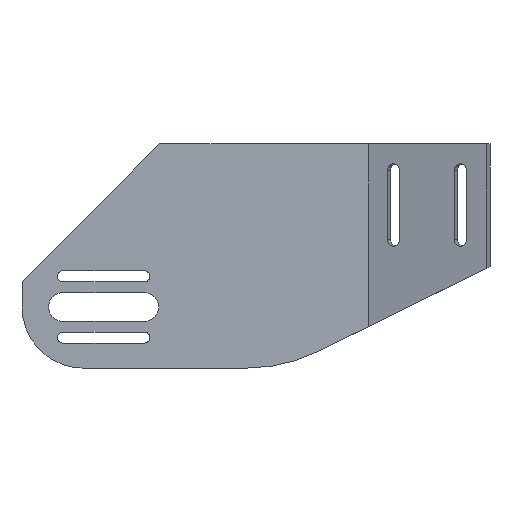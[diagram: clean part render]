
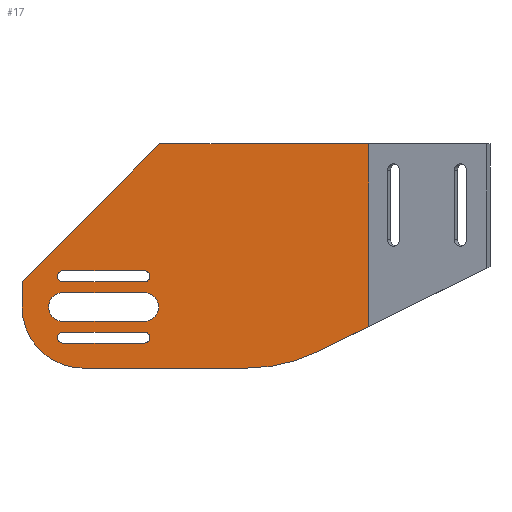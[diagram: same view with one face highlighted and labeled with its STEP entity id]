
A CAD part, front view. The second image highlights one B-rep face of the part: STEP entity #17.
In plain terms, the highlighted planar face has unit normal (0, -1, 0).
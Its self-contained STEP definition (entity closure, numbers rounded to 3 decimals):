
#17 = ADVANCED_FACE('',(#18,#86,#122,#158),#194,.F.);
#18 = FACE_BOUND('',#19,.F.);
#19 = EDGE_LOOP('',(#20,#30,#38,#46,#55,#63,#72,#80));
#20 = ORIENTED_EDGE('',*,*,#21,.F.);
#21 = EDGE_CURVE('',#22,#24,#26,.T.);
#22 = VERTEX_POINT('',#23);
#23 = CARTESIAN_POINT('',(20.,50.038,0.));
#24 = VERTEX_POINT('',#25);
#25 = CARTESIAN_POINT('',(-31.213,50.038,
    0.));
#26 = LINE('',#27,#28);
#27 = CARTESIAN_POINT('',(20.,50.038,0.));
#28 = VECTOR('',#29,1.);
#29 = DIRECTION('',(-1.,0.,0.));
#30 = ORIENTED_EDGE('',*,*,#31,.T.);
#31 = EDGE_CURVE('',#22,#32,#34,.T.);
#32 = VERTEX_POINT('',#33);
#33 = CARTESIAN_POINT('',(20.,50.038,-44.802));
#34 = LINE('',#35,#36);
#35 = CARTESIAN_POINT('',(20.,50.038,0.));
#36 = VECTOR('',#37,1.);
#37 = DIRECTION('',(0.,0.,-1.));
#38 = ORIENTED_EDGE('',*,*,#39,.T.);
#39 = EDGE_CURVE('',#32,#40,#42,.T.);
#40 = VERTEX_POINT('',#41);
#41 = CARTESIAN_POINT('',(7.699,50.038,-50.871
    ));
#42 = LINE('',#43,#44);
#43 = CARTESIAN_POINT('',(22.738,50.038,
    -43.451));
#44 = VECTOR('',#45,1.);
#45 = DIRECTION('',(-0.897,0.,-0.442));
#46 = ORIENTED_EDGE('',*,*,#47,.F.);
#47 = EDGE_CURVE('',#48,#40,#50,.T.);
#48 = VERTEX_POINT('',#49);
#49 = CARTESIAN_POINT('',(-10.,50.038,-55.));
#50 = CIRCLE('',#51,40.);
#51 = AXIS2_PLACEMENT_3D('',#52,#53,#54);
#52 = CARTESIAN_POINT('',(-10.,50.038,-15.));
#53 = DIRECTION('',(0.,-1.,0.));
#54 = DIRECTION('',(1.,0.,0.));
#55 = ORIENTED_EDGE('',*,*,#56,.T.);
#56 = EDGE_CURVE('',#48,#57,#59,.T.);
#57 = VERTEX_POINT('',#58);
#58 = CARTESIAN_POINT('',(-50.,50.038,-55.));
#59 = LINE('',#60,#61);
#60 = CARTESIAN_POINT('',(-15.,50.038,-55.));
#61 = VECTOR('',#62,1.);
#62 = DIRECTION('',(-1.,0.,0.));
#63 = ORIENTED_EDGE('',*,*,#64,.F.);
#64 = EDGE_CURVE('',#65,#57,#67,.T.);
#65 = VERTEX_POINT('',#66);
#66 = CARTESIAN_POINT('',(-65.,50.038,-40.));
#67 = CIRCLE('',#68,15.);
#68 = AXIS2_PLACEMENT_3D('',#69,#70,#71);
#69 = CARTESIAN_POINT('',(-50.,50.038,-40.));
#70 = DIRECTION('',(0.,-1.,0.));
#71 = DIRECTION('',(1.,0.,0.));
#72 = ORIENTED_EDGE('',*,*,#73,.T.);
#73 = EDGE_CURVE('',#65,#74,#76,.T.);
#74 = VERTEX_POINT('',#75);
#75 = CARTESIAN_POINT('',(-65.,50.038,-33.787));
#76 = LINE('',#77,#78);
#77 = CARTESIAN_POINT('',(-65.,50.038,-16.893));
#78 = VECTOR('',#79,1.);
#79 = DIRECTION('',(0.,0.,1.));
#80 = ORIENTED_EDGE('',*,*,#81,.T.);
#81 = EDGE_CURVE('',#74,#24,#82,.T.);
#82 = LINE('',#83,#84);
#83 = CARTESIAN_POINT('',(-18.41,50.038,
    12.803));
#84 = VECTOR('',#85,1.);
#85 = DIRECTION('',(0.707,0.,0.707));
#86 = FACE_BOUND('',#87,.F.);
#87 = EDGE_LOOP('',(#88,#98,#107,#115));
#88 = ORIENTED_EDGE('',*,*,#89,.T.);
#89 = EDGE_CURVE('',#90,#92,#94,.T.);
#90 = VERTEX_POINT('',#91);
#91 = CARTESIAN_POINT('',(-35.,50.038,-36.5));
#92 = VERTEX_POINT('',#93);
#93 = CARTESIAN_POINT('',(-55.,50.038,-36.5));
#94 = LINE('',#95,#96);
#95 = CARTESIAN_POINT('',(-17.5,50.038,-36.5));
#96 = VECTOR('',#97,1.);
#97 = DIRECTION('',(-1.,0.,0.));
#98 = ORIENTED_EDGE('',*,*,#99,.T.);
#99 = EDGE_CURVE('',#92,#100,#102,.T.);
#100 = VERTEX_POINT('',#101);
#101 = CARTESIAN_POINT('',(-55.,50.038,-43.5));
#102 = CIRCLE('',#103,3.5);
#103 = AXIS2_PLACEMENT_3D('',#104,#105,#106);
#104 = CARTESIAN_POINT('',(-55.,50.038,-40.));
#105 = DIRECTION('',(0.,-1.,0.));
#106 = DIRECTION('',(1.,0.,0.));
#107 = ORIENTED_EDGE('',*,*,#108,.F.);
#108 = EDGE_CURVE('',#109,#100,#111,.T.);
#109 = VERTEX_POINT('',#110);
#110 = CARTESIAN_POINT('',(-35.,50.038,-43.5));
#111 = LINE('',#112,#113);
#112 = CARTESIAN_POINT('',(-17.5,50.038,-43.5));
#113 = VECTOR('',#114,1.);
#114 = DIRECTION('',(-1.,0.,0.));
#115 = ORIENTED_EDGE('',*,*,#116,.T.);
#116 = EDGE_CURVE('',#109,#90,#117,.T.);
#117 = CIRCLE('',#118,3.5);
#118 = AXIS2_PLACEMENT_3D('',#119,#120,#121);
#119 = CARTESIAN_POINT('',(-35.,50.038,-40.));
#120 = DIRECTION('',(0.,-1.,0.));
#121 = DIRECTION('',(1.,0.,0.));
#122 = FACE_BOUND('',#123,.F.);
#123 = EDGE_LOOP('',(#124,#134,#143,#151));
#124 = ORIENTED_EDGE('',*,*,#125,.T.);
#125 = EDGE_CURVE('',#126,#128,#130,.T.);
#126 = VERTEX_POINT('',#127);
#127 = CARTESIAN_POINT('',(-35.,50.038,-46.15));
#128 = VERTEX_POINT('',#129);
#129 = CARTESIAN_POINT('',(-55.,50.038,-46.15));
#130 = LINE('',#131,#132);
#131 = CARTESIAN_POINT('',(-17.5,50.038,-46.15));
#132 = VECTOR('',#133,1.);
#133 = DIRECTION('',(-1.,0.,0.));
#134 = ORIENTED_EDGE('',*,*,#135,.T.);
#135 = EDGE_CURVE('',#128,#136,#138,.T.);
#136 = VERTEX_POINT('',#137);
#137 = CARTESIAN_POINT('',(-55.,50.038,-48.85));
#138 = CIRCLE('',#139,1.35);
#139 = AXIS2_PLACEMENT_3D('',#140,#141,#142);
#140 = CARTESIAN_POINT('',(-55.,50.038,-47.5));
#141 = DIRECTION('',(0.,-1.,0.));
#142 = DIRECTION('',(1.,0.,0.));
#143 = ORIENTED_EDGE('',*,*,#144,.F.);
#144 = EDGE_CURVE('',#145,#136,#147,.T.);
#145 = VERTEX_POINT('',#146);
#146 = CARTESIAN_POINT('',(-35.,50.038,-48.85));
#147 = LINE('',#148,#149);
#148 = CARTESIAN_POINT('',(-17.5,50.038,-48.85));
#149 = VECTOR('',#150,1.);
#150 = DIRECTION('',(-1.,0.,0.));
#151 = ORIENTED_EDGE('',*,*,#152,.T.);
#152 = EDGE_CURVE('',#145,#126,#153,.T.);
#153 = CIRCLE('',#154,1.35);
#154 = AXIS2_PLACEMENT_3D('',#155,#156,#157);
#155 = CARTESIAN_POINT('',(-35.,50.038,-47.5));
#156 = DIRECTION('',(0.,-1.,0.));
#157 = DIRECTION('',(1.,0.,0.));
#158 = FACE_BOUND('',#159,.F.);
#159 = EDGE_LOOP('',(#160,#170,#179,#187));
#160 = ORIENTED_EDGE('',*,*,#161,.T.);
#161 = EDGE_CURVE('',#162,#164,#166,.T.);
#162 = VERTEX_POINT('',#163);
#163 = CARTESIAN_POINT('',(-35.,50.038,-31.15));
#164 = VERTEX_POINT('',#165);
#165 = CARTESIAN_POINT('',(-55.,50.038,-31.15));
#166 = LINE('',#167,#168);
#167 = CARTESIAN_POINT('',(-17.5,50.038,-31.15));
#168 = VECTOR('',#169,1.);
#169 = DIRECTION('',(-1.,0.,0.));
#170 = ORIENTED_EDGE('',*,*,#171,.T.);
#171 = EDGE_CURVE('',#164,#172,#174,.T.);
#172 = VERTEX_POINT('',#173);
#173 = CARTESIAN_POINT('',(-55.,50.038,-33.85));
#174 = CIRCLE('',#175,1.35);
#175 = AXIS2_PLACEMENT_3D('',#176,#177,#178);
#176 = CARTESIAN_POINT('',(-55.,50.038,-32.5));
#177 = DIRECTION('',(0.,-1.,0.));
#178 = DIRECTION('',(1.,0.,0.));
#179 = ORIENTED_EDGE('',*,*,#180,.F.);
#180 = EDGE_CURVE('',#181,#172,#183,.T.);
#181 = VERTEX_POINT('',#182);
#182 = CARTESIAN_POINT('',(-35.,50.038,-33.85));
#183 = LINE('',#184,#185);
#184 = CARTESIAN_POINT('',(-17.5,50.038,-33.85));
#185 = VECTOR('',#186,1.);
#186 = DIRECTION('',(-1.,0.,0.));
#187 = ORIENTED_EDGE('',*,*,#188,.T.);
#188 = EDGE_CURVE('',#181,#162,#189,.T.);
#189 = CIRCLE('',#190,1.35);
#190 = AXIS2_PLACEMENT_3D('',#191,#192,#193);
#191 = CARTESIAN_POINT('',(-35.,50.038,-32.5));
#192 = DIRECTION('',(0.,-1.,0.));
#193 = DIRECTION('',(1.,0.,0.));
#194 = PLANE('',#195);
#195 = AXIS2_PLACEMENT_3D('',#196,#197,#198);
#196 = CARTESIAN_POINT('',(20.,50.038,0.));
#197 = DIRECTION('',(0.,1.,0.));
#198 = DIRECTION('',(-1.,0.,0.));
